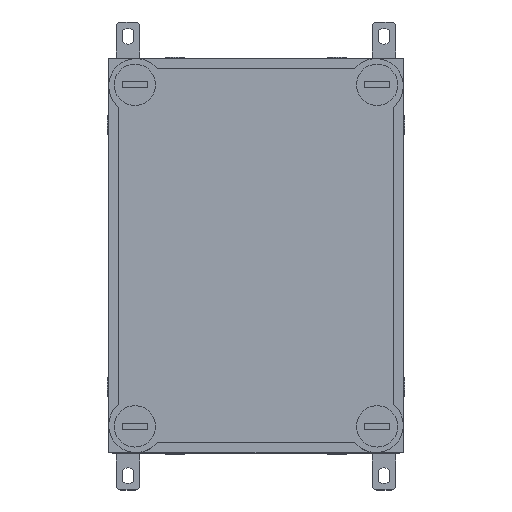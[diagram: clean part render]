
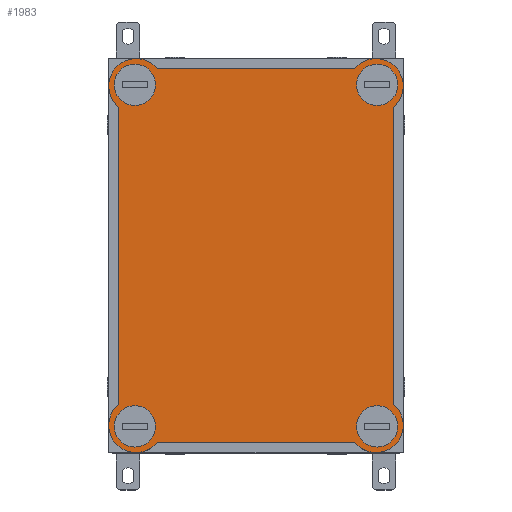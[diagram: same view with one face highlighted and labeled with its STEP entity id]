
A CAD part, top view. The second image highlights one B-rep face of the part: STEP entity #1983.
In plain terms, the highlighted planar face has unit normal (0, 0, 1).
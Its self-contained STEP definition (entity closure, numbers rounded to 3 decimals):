
#1983 = ADVANCED_FACE( '', ( #5187, #5188, #5189, #5190, #5191 ), #5192, .T. );
#5187 = FACE_BOUND( '', #9914, .T. );
#5188 = FACE_BOUND( '', #9915, .T. );
#5189 = FACE_BOUND( '', #9916, .T. );
#5190 = FACE_BOUND( '', #9917, .T. );
#5191 = FACE_OUTER_BOUND( '', #9918, .T. );
#5192 = PLANE( '', #9919 );
#9914 = EDGE_LOOP( '', ( #16193 ) );
#9915 = EDGE_LOOP( '', ( #16194 ) );
#9916 = EDGE_LOOP( '', ( #16195 ) );
#9917 = EDGE_LOOP( '', ( #16196 ) );
#9918 = EDGE_LOOP( '', ( #16197, #16198, #16199, #16200, #16201, #16202, #16203, #16204 ) );
#9919 = AXIS2_PLACEMENT_3D( '', #16205, #16206, #16207 );
#16193 = ORIENTED_EDGE( '', *, *, #28135, .F. );
#16194 = ORIENTED_EDGE( '', *, *, #28136, .F. );
#16195 = ORIENTED_EDGE( '', *, *, #28137, .F. );
#16196 = ORIENTED_EDGE( '', *, *, #27562, .F. );
#16197 = ORIENTED_EDGE( '', *, *, #28138, .T. );
#16198 = ORIENTED_EDGE( '', *, *, #28139, .T. );
#16199 = ORIENTED_EDGE( '', *, *, #28140, .T. );
#16200 = ORIENTED_EDGE( '', *, *, #28141, .T. );
#16201 = ORIENTED_EDGE( '', *, *, #28142, .F. );
#16202 = ORIENTED_EDGE( '', *, *, #28143, .T. );
#16203 = ORIENTED_EDGE( '', *, *, #28144, .F. );
#16204 = ORIENTED_EDGE( '', *, *, #28145, .T. );
#16205 = CARTESIAN_POINT( '', ( 0., 0., 30. ) );
#16206 = DIRECTION( '', ( 0., 0., 1. ) );
#16207 = DIRECTION( '', ( 1., 0., 0. ) );
#27562 = EDGE_CURVE( '', #33292, #33292, #33293, .T. );
#28135 = EDGE_CURVE( '', #34233, #34233, #34234, .T. );
#28136 = EDGE_CURVE( '', #34235, #34235, #34236, .T. );
#28137 = EDGE_CURVE( '', #34237, #34237, #34238, .T. );
#28138 = EDGE_CURVE( '', #34239, #34240, #34241, .T. );
#28139 = EDGE_CURVE( '', #34240, #34242, #34243, .T. );
#28140 = EDGE_CURVE( '', #34242, #34244, #34245, .T. );
#28141 = EDGE_CURVE( '', #34244, #34246, #34247, .T. );
#28142 = EDGE_CURVE( '', #34248, #34246, #34249, .T. );
#28143 = EDGE_CURVE( '', #34248, #34250, #34251, .T. );
#28144 = EDGE_CURVE( '', #34252, #34250, #34253, .T. );
#28145 = EDGE_CURVE( '', #34252, #34239, #34254, .T. );
#33292 = VERTEX_POINT( '', #41112 );
#33293 = CIRCLE( '', #41113, 13. );
#34233 = VERTEX_POINT( '', #42367 );
#34234 = CIRCLE( '', #42368, 13. );
#34235 = VERTEX_POINT( '', #42369 );
#34236 = CIRCLE( '', #42370, 13. );
#34237 = VERTEX_POINT( '', #42371 );
#34238 = CIRCLE( '', #42372, 13. );
#34239 = VERTEX_POINT( '', #42373 );
#34240 = VERTEX_POINT( '', #42374 );
#34241 = LINE( '', #42375, #42376 );
#34242 = VERTEX_POINT( '', #42377 );
#34243 = CIRCLE( '', #42378, 17.18 );
#34244 = VERTEX_POINT( '', #42379 );
#34245 = LINE( '', #42380, #42381 );
#34246 = VERTEX_POINT( '', #42382 );
#34247 = CIRCLE( '', #42383, 17.18 );
#34248 = VERTEX_POINT( '', #42384 );
#34249 = LINE( '', #42385, #42386 );
#34250 = VERTEX_POINT( '', #42387 );
#34251 = CIRCLE( '', #42388, 17.18 );
#34252 = VERTEX_POINT( '', #42389 );
#34253 = LINE( '', #42390, #42391 );
#34254 = CIRCLE( '', #42392, 17.18 );
#41112 = CARTESIAN_POINT( '', ( 244.5, 169., 30. ) );
#41113 = AXIS2_PLACEMENT_3D( '', #49984, #49985, #49986 );
#42367 = CARTESIAN_POINT( '', ( 29.5, 169., 30. ) );
#42368 = AXIS2_PLACEMENT_3D( '', #50694, #50695, #50696 );
#42369 = CARTESIAN_POINT( '', ( 29.5, 16.5, 30. ) );
#42370 = AXIS2_PLACEMENT_3D( '', #50697, #50698, #50699 );
#42371 = CARTESIAN_POINT( '', ( 244.5, 16.5, 30. ) );
#42372 = AXIS2_PLACEMENT_3D( '', #50700, #50701, #50702 );
#42373 = CARTESIAN_POINT( '', ( 217.439, 179.1, 30. ) );
#42374 = CARTESIAN_POINT( '', ( 30.561, 179.1, 30. ) );
#42375 = CARTESIAN_POINT( '', ( 248., 179.1, 30. ) );
#42376 = VECTOR( '', #50703, 1000. );
#42377 = CARTESIAN_POINT( '', ( 6.4, 154.939, 30. ) );
#42378 = AXIS2_PLACEMENT_3D( '', #50704, #50705, #50706 );
#42379 = CARTESIAN_POINT( '', ( 6.4, 30.561, 30. ) );
#42380 = CARTESIAN_POINT( '', ( 6.4, 185.5, 30. ) );
#42381 = VECTOR( '', #50707, 1000. );
#42382 = CARTESIAN_POINT( '', ( 30.561, 6.4, 30. ) );
#42383 = AXIS2_PLACEMENT_3D( '', #50708, #50709, #50710 );
#42384 = CARTESIAN_POINT( '', ( 217.439, 6.4, 30. ) );
#42385 = CARTESIAN_POINT( '', ( 248., 6.4, 30. ) );
#42386 = VECTOR( '', #50711, 1000. );
#42387 = CARTESIAN_POINT( '', ( 241.6, 30.561, 30. ) );
#42388 = AXIS2_PLACEMENT_3D( '', #50712, #50713, #50714 );
#42389 = CARTESIAN_POINT( '', ( 241.6, 154.939, 30. ) );
#42390 = CARTESIAN_POINT( '', ( 241.6, 185.5, 30. ) );
#42391 = VECTOR( '', #50715, 1000. );
#42392 = AXIS2_PLACEMENT_3D( '', #50716, #50717, #50718 );
#49984 = CARTESIAN_POINT( '', ( 231.5, 169., 30. ) );
#49985 = DIRECTION( '', ( 0., 0., 1. ) );
#49986 = DIRECTION( '', ( 1., 0., 0. ) );
#50694 = CARTESIAN_POINT( '', ( 16.5, 169., 30. ) );
#50695 = DIRECTION( '', ( 0., 0., 1. ) );
#50696 = DIRECTION( '', ( 1., 0., 0. ) );
#50697 = CARTESIAN_POINT( '', ( 16.5, 16.5, 30. ) );
#50698 = DIRECTION( '', ( 0., 0., 1. ) );
#50699 = DIRECTION( '', ( 1., 0., 0. ) );
#50700 = CARTESIAN_POINT( '', ( 231.5, 16.5, 30. ) );
#50701 = DIRECTION( '', ( 0., 0., 1. ) );
#50702 = DIRECTION( '', ( 1., 0., 0. ) );
#50703 = DIRECTION( '', ( -1., 0., 0. ) );
#50704 = CARTESIAN_POINT( '', ( 17.2, 168.3, 30. ) );
#50705 = DIRECTION( '', ( 0., 0., 1. ) );
#50706 = DIRECTION( '', ( 1., 0., 0. ) );
#50707 = DIRECTION( '', ( 0., -1., 0. ) );
#50708 = CARTESIAN_POINT( '', ( 17.2, 17.2, 30. ) );
#50709 = DIRECTION( '', ( 0., 0., 1. ) );
#50710 = DIRECTION( '', ( 1., 0., 0. ) );
#50711 = DIRECTION( '', ( -1., 0., 0. ) );
#50712 = CARTESIAN_POINT( '', ( 230.8, 17.2, 30. ) );
#50713 = DIRECTION( '', ( 0., 0., 1. ) );
#50714 = DIRECTION( '', ( 1., 0., 0. ) );
#50715 = DIRECTION( '', ( 0., -1., 0. ) );
#50716 = CARTESIAN_POINT( '', ( 230.8, 168.3, 30. ) );
#50717 = DIRECTION( '', ( 0., 0., 1. ) );
#50718 = DIRECTION( '', ( 1., 0., 0. ) );
